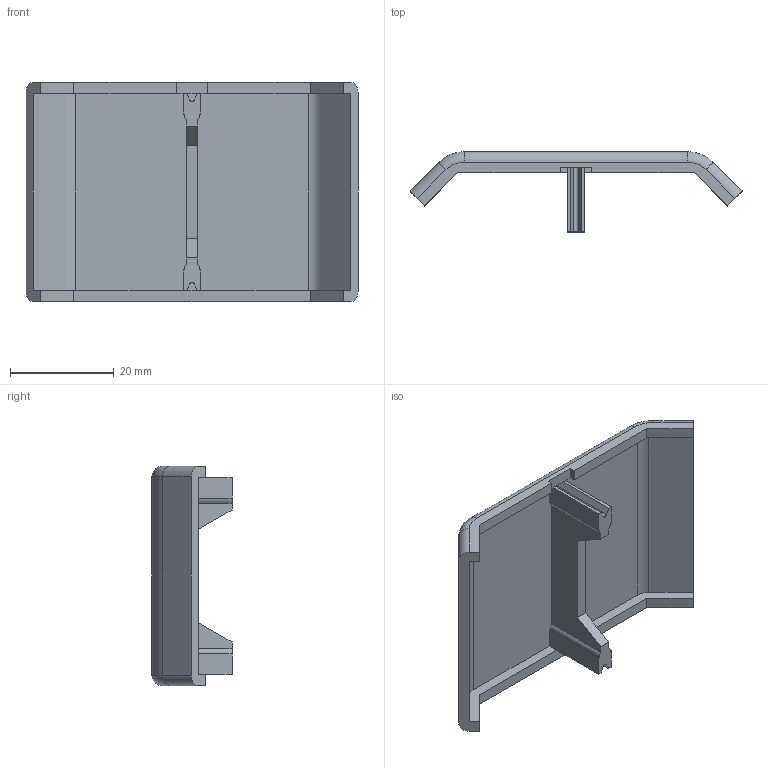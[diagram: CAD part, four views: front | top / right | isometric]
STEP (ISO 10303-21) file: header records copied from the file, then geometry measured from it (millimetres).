
FILE_DESCRIPTION(/* description */ (''),/* implementation_level */ '2;1');
FILE_NAME(/* name */ '1024344.stp',/* time_stamp */ '2024-07-24T16:03:25+02:00',/* author */ ('Bo'),/* organization */ (''),/* preprocessor_version */ 'ST-DEVELOPER v20',/* originating_system */ 'Autodesk Inventor 2025',/* authorisation */ ' ');
FILE_SCHEMA (('AUTOMOTIVE_DESIGN { 1 0 10303 214 3 1 1 }'));
Length unit declared in the file: millimetre
Products named in the file (1): 1024344
Bounding box: 63.86 x 15.4 x 42.2 mm (x, y, z)
Volume: 7038.3 mm3; surface area: 7469.2 mm2
Topology: 1 solids, 1 shells, 72 faces, 202 edges, 132 vertices
Faces by surface type: plane 52, cylinder 16, torus 4
Entity records: 2780 total; most frequent: CARTESIAN_POINT 869, ORIENTED_EDGE 404, DIRECTION 364, EDGE_CURVE 202, LINE 162, VECTOR 162, VERTEX_POINT 132, AXIS2_PLACEMENT_3D 101
